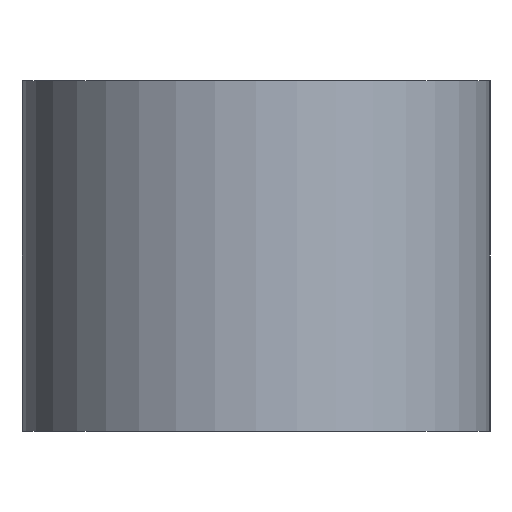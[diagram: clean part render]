
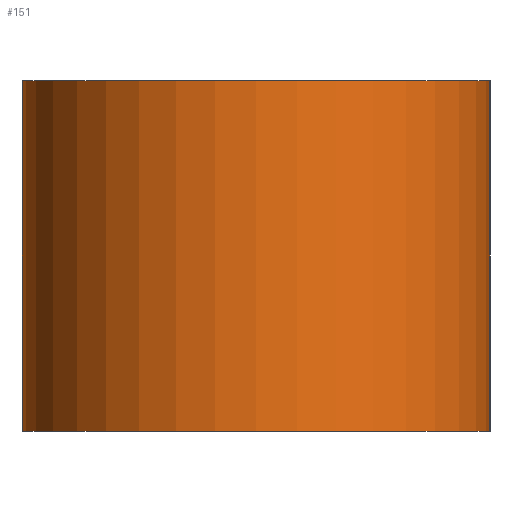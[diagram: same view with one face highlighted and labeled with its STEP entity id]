
A CAD part, left-side view. The second image highlights one B-rep face of the part: STEP entity #151.
In plain terms, the highlighted cylindrical face has radius 4 mm (diameter 8 mm), a partial arc.
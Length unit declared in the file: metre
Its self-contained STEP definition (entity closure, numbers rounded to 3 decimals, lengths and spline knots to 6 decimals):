
#16=LINE('',#245,#24);
#17=LINE('',#249,#25);
#24=VECTOR('',#198,1.);
#25=VECTOR('',#201,1.);
#32=ORIENTED_EDGE('',*,*,#68,.T.);
#33=ORIENTED_EDGE('',*,*,#69,.F.);
#34=ORIENTED_EDGE('',*,*,#70,.F.);
#35=ORIENTED_EDGE('',*,*,#71,.T.);
#68=EDGE_CURVE('',#86,#87,#100,.T.);
#69=EDGE_CURVE('',#88,#87,#16,.T.);
#70=EDGE_CURVE('',#89,#88,#101,.T.);
#71=EDGE_CURVE('',#89,#86,#17,.T.);
#86=VERTEX_POINT('',#243);
#87=VERTEX_POINT('',#244);
#88=VERTEX_POINT('',#246);
#89=VERTEX_POINT('',#248);
#100=CIRCLE('',#174,0.004);
#101=CIRCLE('',#175,0.004);
#110=EDGE_LOOP('',(#32,#33,#34,#35));
#128=FACE_BOUND('',#110,.T.);
#146=CYLINDRICAL_SURFACE('',#173,0.004);
#151=ADVANCED_FACE('',(#128),#146,.T.);
#173=AXIS2_PLACEMENT_3D('',#241,#194,#195);
#174=AXIS2_PLACEMENT_3D('',#242,#196,#197);
#175=AXIS2_PLACEMENT_3D('',#247,#199,#200);
#194=DIRECTION('',(0.,0.,-1.));
#195=DIRECTION('',(-1.,0.,0.));
#196=DIRECTION('',(0.,0.,1.));
#197=DIRECTION('',(1.,0.,0.));
#198=DIRECTION('',(0.,0.,-1.));
#199=DIRECTION('',(0.,0.,1.));
#200=DIRECTION('',(1.,0.,0.));
#201=DIRECTION('',(0.,0.,-1.));
#241=CARTESIAN_POINT('',(-0.2035,0.,0.006));
#242=CARTESIAN_POINT('',(-0.2035,0.,0.));
#243=CARTESIAN_POINT('',(-0.2035,0.004,0.));
#244=CARTESIAN_POINT('',(-0.2035,-0.004,0.));
#245=CARTESIAN_POINT('',(-0.2035,-0.004,0.006));
#246=CARTESIAN_POINT('',(-0.2035,-0.004,0.006));
#247=CARTESIAN_POINT('',(-0.2035,0.,0.006));
#248=CARTESIAN_POINT('',(-0.2035,0.004,0.006));
#249=CARTESIAN_POINT('',(-0.2035,0.004,0.006));
